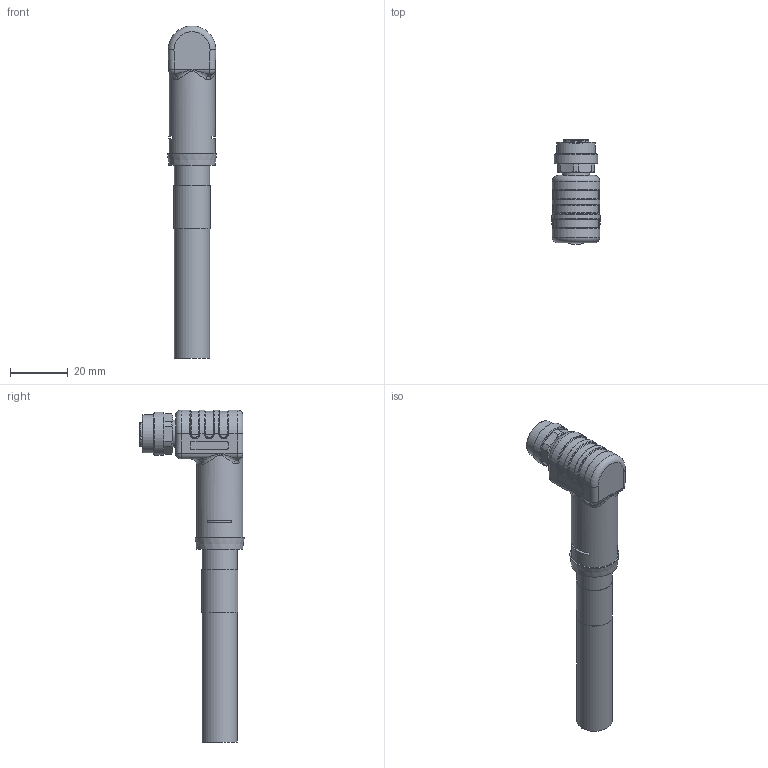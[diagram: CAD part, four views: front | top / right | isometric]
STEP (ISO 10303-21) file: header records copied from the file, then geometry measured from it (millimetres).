
FILE_DESCRIPTION(/* description */ (''),/* implementation_level */ '2;1');
FILE_NAME(/* name */ 'PL-WM12K5-m.stp',/* time_stamp */ '2023-10-26T15:18:59+02:00',/* author */ ('ESCHA GmbH & Co. KG'),/* organization */ ('ESCHA GmbH & Co. KG'),/* preprocessor_version */ 'ST-DEVELOPER v16',/* originating_system */ 'SIEMENS PLM Software NX 10.0',/* authorisation */ '');
FILE_SCHEMA (('AUTOMOTIVE_DESIGN { 1 0 10303 214 3 1 1 1 }'));
Length unit declared in the file: millimetre
Products named in the file (1): PL-WM12K5-m_S5015_S5072_stp
Bounding box: 17 x 36.2 x 114.96 mm (x, y, z)
Volume: 21112.5 mm3; surface area: 7390 mm2
Topology: 1 solids, 2 shells, 322 faces, 791 edges, 482 vertices
Faces by surface type: plane 128, cylinder 81, bspline 29, torus 28, extrusion 25, sphere 16, cone 15
Full cylindrical faces by diameter (mm): 1.5 x1, 8.75 x1, 9.4 x1, 10.95 x1, 12.2 x2, 12.3 x1, 12.5 x1, 13.2 x1, 15 x1, 16 x1
Entity records: 10254 total; most frequent: CARTESIAN_POINT 3116, ORIENTED_EDGE 1486, DIRECTION 1401, EDGE_CURVE 743, AXIS2_PLACEMENT_3D 517, VERTEX_POINT 471, EDGE_LOOP 370, VECTOR 367
